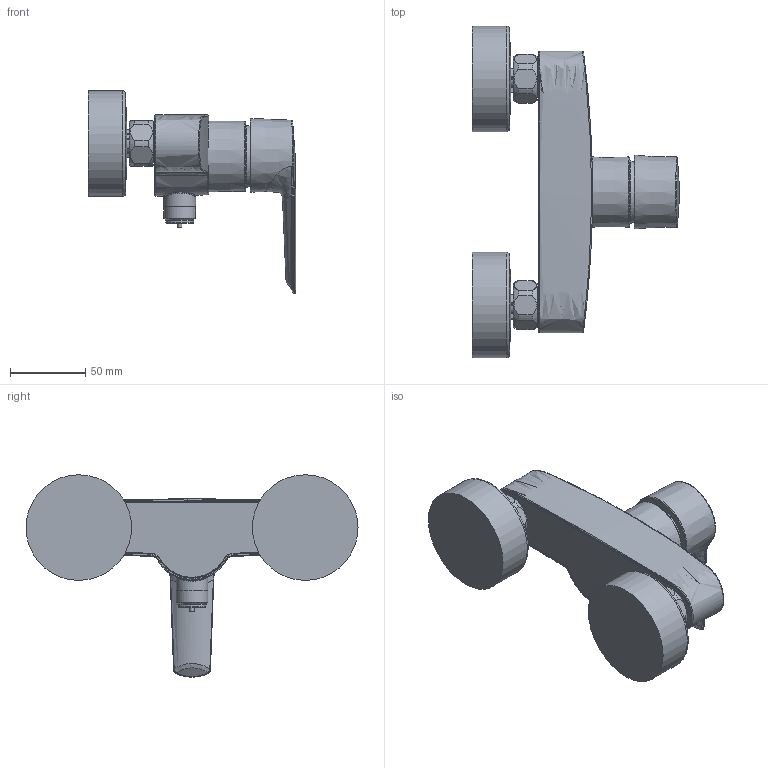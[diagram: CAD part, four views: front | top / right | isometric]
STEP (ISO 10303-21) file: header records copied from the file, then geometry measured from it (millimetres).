
FILE_DESCRIPTION(/* description */ ('Unknown'),/* implementation_level */ '2;1');
FILE_NAME(/* name */ '32279002',/* time_stamp */ '2022-09-08T03:24:15+02:00',/* author */ ('Unknown'),/* organization */ ('GROHE AG'),/* preprocessor_version */ 'ST-DEVELOPER v16.7',/* originating_system */ 'DEX',/* authorisation */ $);
FILE_SCHEMA (('AUTOMOTIVE_DESIGN {1 0 10303 214 3 1 1}'));
Length unit declared in the file: millimetre
Products named in the file (7): 32279002; 32279002_0; NONE; id110; 414500038_GEH_EHM_BR_OHM_SHOWER_100143271; NONE_0
Assembly tree (6 placements, depth 2):
  32279002
    32279002
    32279002_0
    NONE
    id110
    414500038_GEH_EHM_BR_OHM_SHOWER_100143271
    NONE_0
Bounding box: 137.68 x 220 x 134.14 mm (x, y, z)
Volume: 194635.4 mm3; surface area: 90453.7 mm2
Topology: 3 solids, 33 shells, 303 faces, 1440 edges, 1146 vertices
Faces by surface type: plane 126, cylinder 65, bspline 56, cone 29, torus 24, sphere 3
Full cylindrical faces by diameter (mm): 2.98 x1, 12.9 x1, 18.5 x3, 20.955 x1, 21 x2, 21.1 x1, 70 x2
Entity records: 23602 total; most frequent: CARTESIAN_POINT 11869, ORIENTED_EDGE 1950, DIRECTION 1825, EDGE_CURVE 1381, VERTEX_POINT 1127, LINE 627, VECTOR 627, AXIS2_PLACEMENT_3D 599
